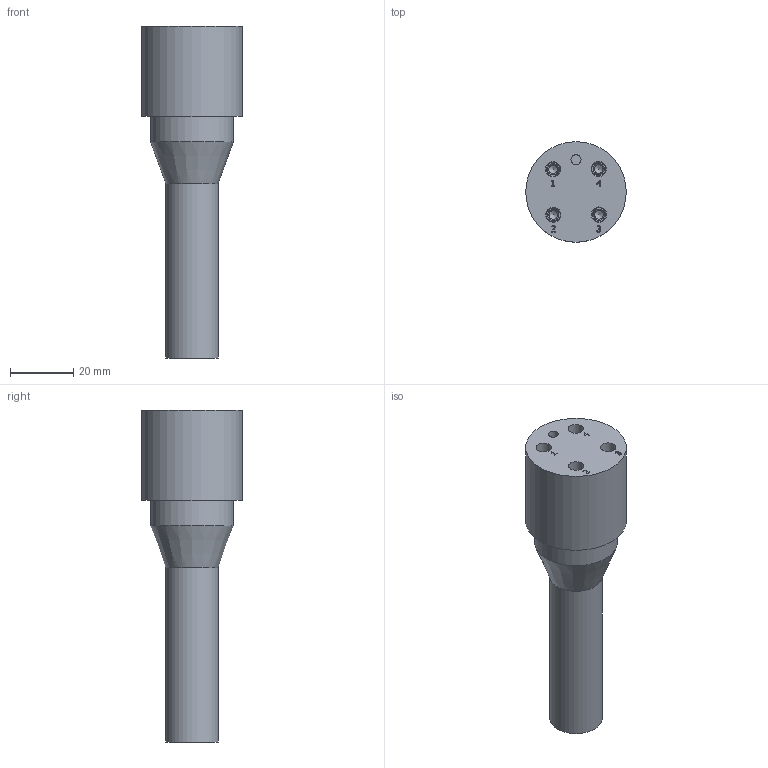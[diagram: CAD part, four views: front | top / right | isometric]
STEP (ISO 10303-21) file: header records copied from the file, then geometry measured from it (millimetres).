
FILE_DESCRIPTION(/* description */ (''),/* implementation_level */ '2;1');
FILE_NAME(/* name */ 'ILB4F.stp',/* time_stamp */ '2014-11-11T15:17:24+01:00',/* author */ ('sh'),/* organization */ (''),/* preprocessor_version */ 'ST-DEVELOPER v15.2',/* originating_system */ 'Autodesk Inventor 2014',/* authorisation */ '');
FILE_SCHEMA (('AUTOMOTIVE_DESIGN { 1 0 10303 214 3 1 1 }'));
Length unit declared in the file: millimetre
Products named in the file (1): ILB4F
Bounding box: 31.75 x 31.75 x 104.83 mm (x, y, z)
Volume: 42188 mm3; surface area: 21439.1 mm2
Topology: 14 solids, 14 shells, 277 faces, 738 edges, 488 vertices
Faces by surface type: plane 137, cylinder 56, torus 32, bspline 31, cone 21
Full cylindrical faces by diameter (mm): 2.057 x4, 2.54 x8, 2.794 x4, 3.175 x1, 3.569 x4, 4.775 x24, 5.08 x4, 16.51 x1, 26.213 x1, 31.75 x1
Entity records: 8908 total; most frequent: CARTESIAN_POINT 2324, ORIENTED_EDGE 1232, DIRECTION 1213, EDGE_CURVE 616, AXIS2_PLACEMENT_3D 468, VERTEX_POINT 447, EDGE_LOOP 383, STYLED_ITEM 282
